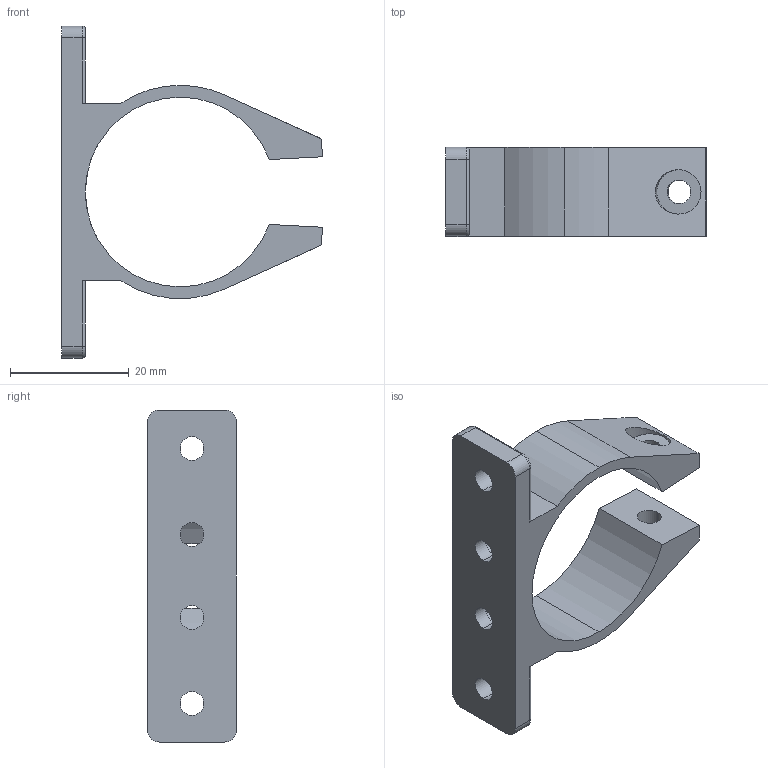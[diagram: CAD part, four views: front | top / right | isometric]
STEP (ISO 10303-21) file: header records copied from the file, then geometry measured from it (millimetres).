
FILE_DESCRIPTION (( 'STEP AP203' ), '1' );
FILE_NAME ('Optics Clamp.STEP', '2013-08-02T09:32:51', ( '' ), ( '' ), 'SwSTEP 2.0', 'SolidWorks 2011', '' );
FILE_SCHEMA (( 'CONFIG_CONTROL_DESIGN' ));
Length unit declared in the file: millimetre
Products named in the file (1): Optics Clamp
Bounding box: 44 x 15 x 56 mm (x, y, z)
Volume: 6885.3 mm3; surface area: 5691.5 mm2
Topology: 1 solids, 1 shells, 85 faces, 221 edges, 138 vertices
Faces by surface type: cylinder 46, plane 27, torus 8, sphere 4
Entity records: 2812 total; most frequent: CARTESIAN_POINT 577, DIRECTION 481, ORIENTED_EDGE 434, EDGE_CURVE 217, AXIS2_PLACEMENT_3D 184, VERTEX_POINT 138, LINE 113, VECTOR 113
